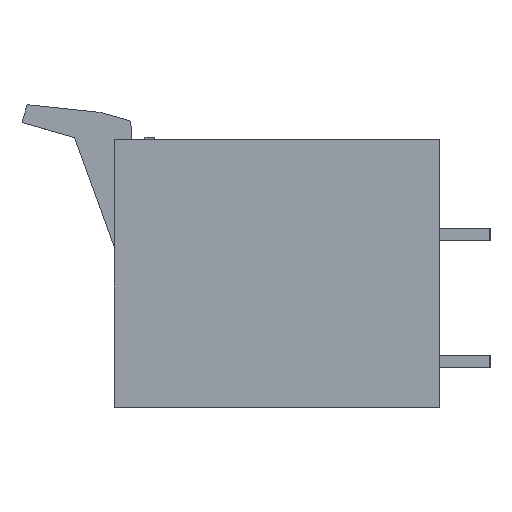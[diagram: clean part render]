
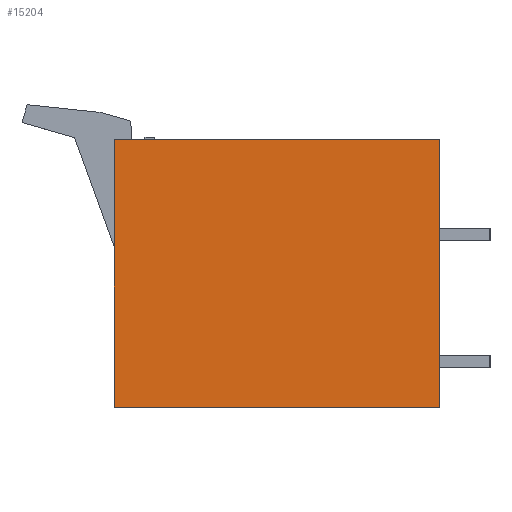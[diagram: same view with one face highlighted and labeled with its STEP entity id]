
A CAD part, left-side view. The second image highlights one B-rep face of the part: STEP entity #15204.
In plain terms, the highlighted planar face has unit normal (-1, 0, 0).
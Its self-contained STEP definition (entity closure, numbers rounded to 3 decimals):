
#15168=AXIS2_PLACEMENT_3D('Plane Axis2P3D',#15165,#15166,#15167) ;
#15165=CARTESIAN_POINT('Axis2P3D Location',(0.,0.,0.)) ;
#15170=CARTESIAN_POINT('Line Origine',(0.,21.065,0.)) ;
#15174=CARTESIAN_POINT('Vertex',(0.,37.13,0.)) ;
#15176=CARTESIAN_POINT('Vertex',(0.,5.,0.)) ;
#15179=CARTESIAN_POINT('Line Origine',(0.,5.,13.225)) ;
#15183=CARTESIAN_POINT('Vertex',(0.,5.,26.45)) ;
#15186=CARTESIAN_POINT('Line Origine',(0.,21.065,26.45)) ;
#15190=CARTESIAN_POINT('Vertex',(0.,37.13,26.45)) ;
#15193=CARTESIAN_POINT('Line Origine',(0.,37.13,13.225)) ;
#15166=DIRECTION('Axis2P3D Direction',(-1.,0.,0.)) ;
#15167=DIRECTION('Axis2P3D XDirection',(0.,-1.,0.)) ;
#15171=DIRECTION('Vector Direction',(0.,-1.,0.)) ;
#15180=DIRECTION('Vector Direction',(0.,0.,1.)) ;
#15187=DIRECTION('Vector Direction',(0.,1.,0.)) ;
#15194=DIRECTION('Vector Direction',(0.,0.,-1.)) ;
#15172=VECTOR('Line Direction',#15171,1.) ;
#15181=VECTOR('Line Direction',#15180,1.) ;
#15188=VECTOR('Line Direction',#15187,1.) ;
#15195=VECTOR('Line Direction',#15194,1.) ;
#15199=ORIENTED_EDGE('',*,*,#15178,.T.) ;
#15200=ORIENTED_EDGE('',*,*,#15185,.T.) ;
#15201=ORIENTED_EDGE('',*,*,#15192,.T.) ;
#15202=ORIENTED_EDGE('',*,*,#15197,.T.) ;
#15204=ADVANCED_FACE('HOUSING',(#15203),#15169,.T.) ;
#15178=EDGE_CURVE('',#15175,#15177,#15173,.T.) ;
#15185=EDGE_CURVE('',#15177,#15184,#15182,.T.) ;
#15192=EDGE_CURVE('',#15184,#15191,#15189,.T.) ;
#15197=EDGE_CURVE('',#15191,#15175,#15196,.T.) ;
#15198=EDGE_LOOP('',(#15199,#15200,#15201,#15202)) ;
#15203=FACE_OUTER_BOUND('',#15198,.T.) ;
#15173=LINE('Line',#15170,#15172) ;
#15182=LINE('Line',#15179,#15181) ;
#15189=LINE('Line',#15186,#15188) ;
#15196=LINE('Line',#15193,#15195) ;
#15169=PLANE('',#15168) ;
#15175=VERTEX_POINT('',#15174) ;
#15177=VERTEX_POINT('',#15176) ;
#15184=VERTEX_POINT('',#15183) ;
#15191=VERTEX_POINT('',#15190) ;
